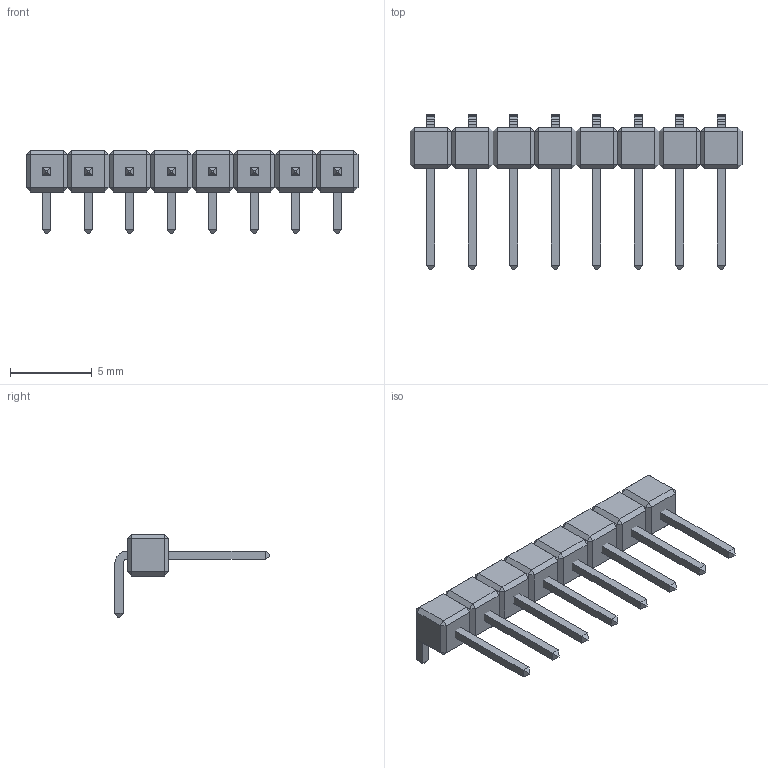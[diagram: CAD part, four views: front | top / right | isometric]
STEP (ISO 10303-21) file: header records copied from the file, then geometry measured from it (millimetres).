
FILE_DESCRIPTION(('STEP AP203'), '1');
FILE_NAME('PLS-8R', '2023-02-21T06:08:46', ('ava'), (''), 'ASCON STEP Converter 1.3', 'ASCON Math Kernel', '');
FILE_SCHEMA(('CONFIG_CONTROL_DESIGN'));
Length unit declared in the file: millimetre
Products named in the file (3): 7; 8; 9
Assembly tree (4 placements, depth 2):
  7
    8
    9  x3
Bounding box: 20.32 x 9.45 x 5.08 mm (x, y, z)
Volume: 25.8 mm3; surface area: 461.8 mm2
Topology: 8 solids, 23 shells, 428 faces, 972 edges, 572 vertices
Faces by surface type: plane 428
Entity records: 10094 total; most frequent: CARTESIAN_POINT 1481, ORIENTED_EDGE 1400, DIRECTION 1378, EDGE_CURVE 728, LINE 728, VECTOR 728, VERTEX_POINT 428, AXIS2_PLACEMENT_3D 325
